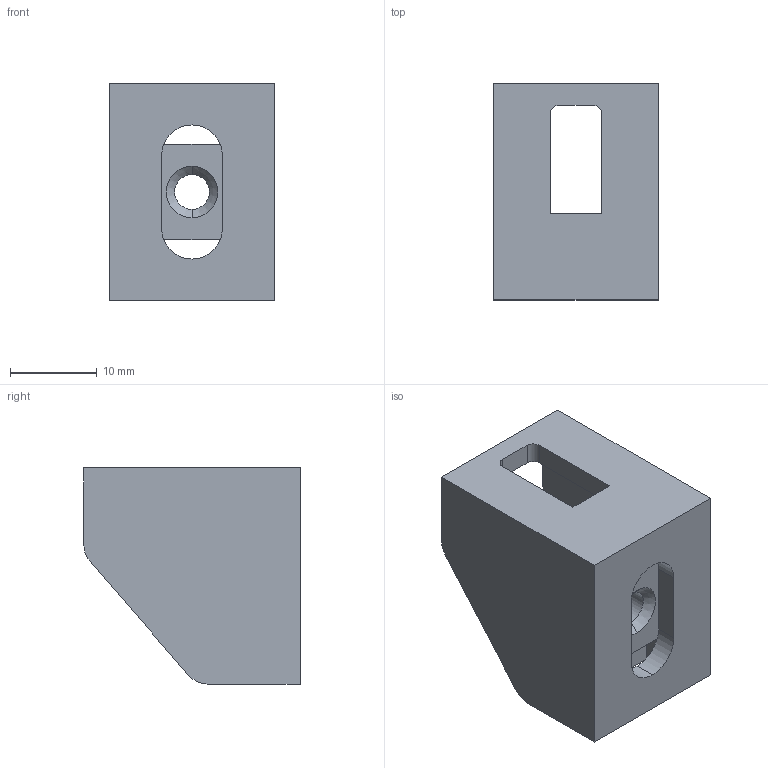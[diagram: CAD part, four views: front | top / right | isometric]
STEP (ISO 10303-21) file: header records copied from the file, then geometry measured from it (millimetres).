
FILE_DESCRIPTION (( 'STEP AP214' ), '1' );
FILE_NAME ('B875 Êëèïñà âèíòîâàÿ Ì5.STEP', '2025-07-22T13:57:49', ( '' ), ( '' ), 'SwSTEP 2.0', 'SolidWorks 2025', '' );
FILE_SCHEMA (( 'AUTOMOTIVE_DESIGN' ));
Length unit declared in the file: millimetre
Products named in the file (3): Сухарь_00; B875 Клипса винтовая М5; Клипса_00
Assembly tree (2 placements, depth 2):
  B875 Клипса винтовая М5
    Клипса_00
    Сухарь_00
Bounding box: 19 x 25 x 25 mm (x, y, z)
Volume: 5006.5 mm3; surface area: 4434.5 mm2
Topology: 2 solids, 2 shells, 60 faces, 164 edges, 108 vertices
Faces by surface type: plane 34, cylinder 22, cone 4
Entity records: 2030 total; most frequent: DIRECTION 342, CARTESIAN_POINT 337, ORIENTED_EDGE 328, EDGE_CURVE 164, LINE 116, VECTOR 116, AXIS2_PLACEMENT_3D 113, VERTEX_POINT 108
